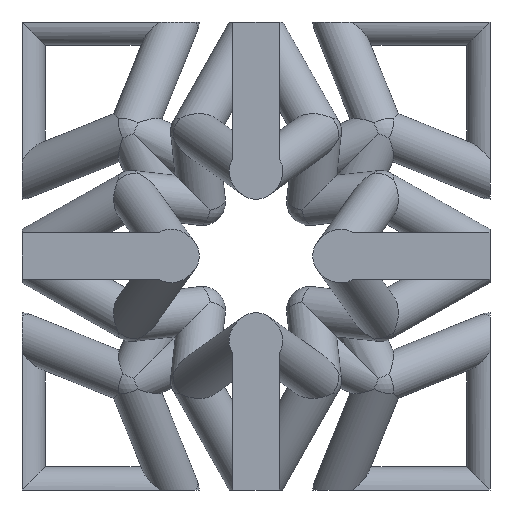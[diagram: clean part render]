
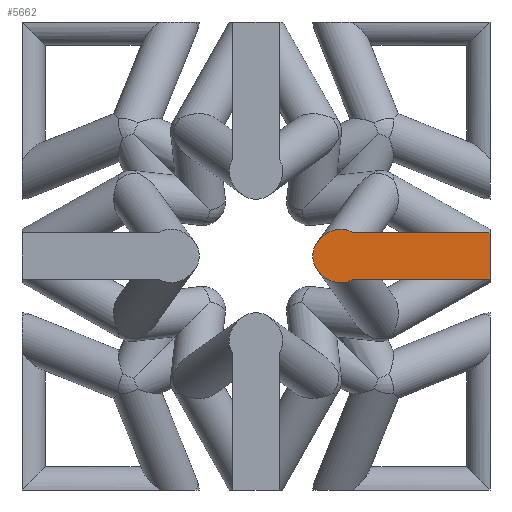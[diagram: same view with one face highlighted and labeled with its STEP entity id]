
A CAD part, left-side view. The second image highlights one B-rep face of the part: STEP entity #5662.
In plain terms, the highlighted planar face has unit normal (-1, 0, 0).
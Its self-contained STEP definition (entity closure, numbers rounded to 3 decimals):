
#1776 = CYLINDRICAL_SURFACE('',#1777,0.5);
#1777 = AXIS2_PLACEMENT_3D('',#1778,#1779,#1780);
#1778 = CARTESIAN_POINT('',(-5.,-1.713,0.));
#1779 = DIRECTION('',(0.821,-0.331,-0.465));
#1780 = DIRECTION('',(0.493,0.,0.87));
#2061 = PLANE('',#2062);
#2062 = AXIS2_PLACEMENT_3D('',#2063,#2064,#2065);
#2063 = CARTESIAN_POINT('',(-5.,-5.,-5.));
#2064 = DIRECTION('',(-0.,1.,0.));
#2065 = DIRECTION('',(0.,0.,1.));
#3361 = CYLINDRICAL_SURFACE('',#3362,0.5);
#3362 = AXIS2_PLACEMENT_3D('',#3363,#3364,#3365);
#3363 = CARTESIAN_POINT('',(-5.,-1.713,0.));
#3364 = DIRECTION('',(0.821,-0.331,0.465));
#3365 = DIRECTION('',(-0.493,0.,0.87));
#3411 = VERTEX_POINT('',#3412);
#3412 = CARTESIAN_POINT('',(-5.,-2.061,-0.5));
#3433 = CYLINDRICAL_SURFACE('',#3434,0.5);
#3434 = AXIS2_PLACEMENT_3D('',#3435,#3436,#3437);
#3435 = CARTESIAN_POINT('',(-5.,-5.,0.));
#3436 = DIRECTION('',(0.,1.,0.));
#3437 = DIRECTION('',(0.,-0.,1.));
#3451 = EDGE_CURVE('',#3411,#3452,#3454,.T.);
#3452 = VERTEX_POINT('',#3453);
#3453 = CARTESIAN_POINT('',(-5.,-1.306,-0.29));
#3454 = SURFACE_CURVE('',#3455,(#3460,#3473),.PCURVE_S1.);
#3455 = ELLIPSE('',#3456,0.609,0.5);
#3456 = AXIS2_PLACEMENT_3D('',#3457,#3458,#3459);
#3457 = CARTESIAN_POINT('',(-5.,-1.713,0.));
#3458 = DIRECTION('',(1.,0.,0.));
#3459 = DIRECTION('',(0.,-0.58,-0.815));
#3460 = PCURVE('',#1776,#3461);
#3461 = DEFINITIONAL_REPRESENTATION('',(#3462),#3472);
#3462 = B_SPLINE_CURVE_WITH_KNOTS('',8,(#3463,#3464,#3465,#3466,#3467,
    #3468,#3469,#3470,#3471),.UNSPECIFIED.,.F.,.F.,(9,9),(4.712
    ,7.854),.PIECEWISE_BEZIER_KNOTS.);
#3463 = CARTESIAN_POINT('',(1.042,0.));
#3464 = CARTESIAN_POINT('',(1.435,0.136));
#3465 = CARTESIAN_POINT('',(1.828,0.273));
#3466 = CARTESIAN_POINT('',(2.22,0.377));
#3467 = CARTESIAN_POINT('',(2.613,0.418));
#3468 = CARTESIAN_POINT('',(3.006,0.377));
#3469 = CARTESIAN_POINT('',(3.398,0.273));
#3470 = CARTESIAN_POINT('',(3.791,0.136));
#3471 = CARTESIAN_POINT('',(4.184,0.));
#3472 = ( GEOMETRIC_REPRESENTATION_CONTEXT(2) 
PARAMETRIC_REPRESENTATION_CONTEXT() REPRESENTATION_CONTEXT('2D SPACE',''
  ) );
#3473 = PCURVE('',#3474,#3479);
#3474 = PLANE('',#3475);
#3475 = AXIS2_PLACEMENT_3D('',#3476,#3477,#3478);
#3476 = CARTESIAN_POINT('',(-5.,-5.,-5.));
#3477 = DIRECTION('',(1.,0.,-0.));
#3478 = DIRECTION('',(0.,0.,1.));
#3479 = DEFINITIONAL_REPRESENTATION('',(#3480),#3484);
#3480 = ELLIPSE('',#3481,0.609,0.5);
#3481 = AXIS2_PLACEMENT_2D('',#3482,#3483);
#3482 = CARTESIAN_POINT('',(5.,-3.287));
#3483 = DIRECTION('',(-0.815,0.58));
#3484 = ( GEOMETRIC_REPRESENTATION_CONTEXT(2) 
PARAMETRIC_REPRESENTATION_CONTEXT() REPRESENTATION_CONTEXT('2D SPACE',''
  ) );
#3503 = SPHERICAL_SURFACE('',#3504,0.5);
#3504 = AXIS2_PLACEMENT_3D('',#3505,#3506,#3507);
#3505 = CARTESIAN_POINT('',(-5.,-1.713,0.));
#3506 = DIRECTION('',(0.,0.,1.));
#3507 = DIRECTION('',(1.,0.,-0.));
#4103 = VERTEX_POINT('',#4104);
#4104 = CARTESIAN_POINT('',(-5.,-5.,0.5));
#4162 = VERTEX_POINT('',#4163);
#4163 = CARTESIAN_POINT('',(-5.,-5.,-0.5));
#4218 = EDGE_CURVE('',#4162,#4103,#4219,.T.);
#4219 = SURFACE_CURVE('',#4220,(#4224,#4231),.PCURVE_S1.);
#4220 = LINE('',#4221,#4222);
#4221 = CARTESIAN_POINT('',(-5.,-5.,-5.));
#4222 = VECTOR('',#4223,1.);
#4223 = DIRECTION('',(0.,0.,1.));
#4224 = PCURVE('',#2061,#4225);
#4225 = DEFINITIONAL_REPRESENTATION('',(#4226),#4230);
#4226 = LINE('',#4227,#4228);
#4227 = CARTESIAN_POINT('',(0.,0.));
#4228 = VECTOR('',#4229,1.);
#4229 = DIRECTION('',(1.,0.));
#4230 = ( GEOMETRIC_REPRESENTATION_CONTEXT(2) 
PARAMETRIC_REPRESENTATION_CONTEXT() REPRESENTATION_CONTEXT('2D SPACE',''
  ) );
#4231 = PCURVE('',#3474,#4232);
#4232 = DEFINITIONAL_REPRESENTATION('',(#4233),#4237);
#4233 = LINE('',#4234,#4235);
#4234 = CARTESIAN_POINT('',(0.,0.));
#4235 = VECTOR('',#4236,1.);
#4236 = DIRECTION('',(1.,0.));
#4237 = ( GEOMETRIC_REPRESENTATION_CONTEXT(2) 
PARAMETRIC_REPRESENTATION_CONTEXT() REPRESENTATION_CONTEXT('2D SPACE',''
  ) );
#5364 = EDGE_CURVE('',#5365,#5367,#5369,.T.);
#5365 = VERTEX_POINT('',#5366);
#5366 = CARTESIAN_POINT('',(-5.,-1.306,0.29));
#5367 = VERTEX_POINT('',#5368);
#5368 = CARTESIAN_POINT('',(-5.,-1.812,0.575));
#5369 = SURFACE_CURVE('',#5370,(#5375,#5386),.PCURVE_S1.);
#5370 = ELLIPSE('',#5371,0.609,0.5);
#5371 = AXIS2_PLACEMENT_3D('',#5372,#5373,#5374);
#5372 = CARTESIAN_POINT('',(-5.,-1.713,0.));
#5373 = DIRECTION('',(1.,0.,0.));
#5374 = DIRECTION('',(0.,-0.58,0.815));
#5375 = PCURVE('',#3361,#5376);
#5376 = DEFINITIONAL_REPRESENTATION('',(#5377),#5385);
#5377 = B_SPLINE_CURVE_WITH_KNOTS('',6,(#5378,#5379,#5380,#5381,#5382,
    #5383,#5384),.UNSPECIFIED.,.F.,.F.,(7,7),(4.712,
    5.755),.PIECEWISE_BEZIER_KNOTS.);
#5378 = CARTESIAN_POINT('',(5.241,0.));
#5379 = CARTESIAN_POINT('',(5.415,0.06));
#5380 = CARTESIAN_POINT('',(5.588,0.121));
#5381 = CARTESIAN_POINT('',(5.762,0.178));
#5382 = CARTESIAN_POINT('',(5.936,0.228));
#5383 = CARTESIAN_POINT('',(6.109,0.27));
#5384 = CARTESIAN_POINT('',(6.283,0.3));
#5385 = ( GEOMETRIC_REPRESENTATION_CONTEXT(2) 
PARAMETRIC_REPRESENTATION_CONTEXT() REPRESENTATION_CONTEXT('2D SPACE',''
  ) );
#5386 = PCURVE('',#3474,#5387);
#5387 = DEFINITIONAL_REPRESENTATION('',(#5388),#5392);
#5388 = ELLIPSE('',#5389,0.609,0.5);
#5389 = AXIS2_PLACEMENT_2D('',#5390,#5391);
#5390 = CARTESIAN_POINT('',(5.,-3.287));
#5391 = DIRECTION('',(0.815,0.58));
#5392 = ( GEOMETRIC_REPRESENTATION_CONTEXT(2) 
PARAMETRIC_REPRESENTATION_CONTEXT() REPRESENTATION_CONTEXT('2D SPACE',''
  ) );
#5520 = EDGE_CURVE('',#5367,#5521,#5523,.T.);
#5521 = VERTEX_POINT('',#5522);
#5522 = CARTESIAN_POINT('',(-5.,-2.061,0.5));
#5523 = SURFACE_CURVE('',#5524,(#5529,#5542),.PCURVE_S1.);
#5524 = ELLIPSE('',#5525,0.609,0.5);
#5525 = AXIS2_PLACEMENT_3D('',#5526,#5527,#5528);
#5526 = CARTESIAN_POINT('',(-5.,-1.713,0.));
#5527 = DIRECTION('',(1.,0.,0.));
#5528 = DIRECTION('',(0.,-0.58,0.815));
#5529 = PCURVE('',#3361,#5530);
#5530 = DEFINITIONAL_REPRESENTATION('',(#5531),#5541);
#5531 = B_SPLINE_CURVE_WITH_KNOTS('',8,(#5532,#5533,#5534,#5535,#5536,
    #5537,#5538,#5539,#5540),.UNSPECIFIED.,.F.,.F.,(9,9),(5.755,
    7.854),.PIECEWISE_BEZIER_KNOTS.);
#5532 = CARTESIAN_POINT('',(0.,0.3));
#5533 = CARTESIAN_POINT('',(0.262,0.346));
#5534 = CARTESIAN_POINT('',(0.525,0.368));
#5535 = CARTESIAN_POINT('',(0.787,0.362));
#5536 = CARTESIAN_POINT('',(1.05,0.326));
#5537 = CARTESIAN_POINT('',(1.312,0.264));
#5538 = CARTESIAN_POINT('',(1.575,0.182));
#5539 = CARTESIAN_POINT('',(1.837,0.091));
#5540 = CARTESIAN_POINT('',(2.099,0.));
#5541 = ( GEOMETRIC_REPRESENTATION_CONTEXT(2) 
PARAMETRIC_REPRESENTATION_CONTEXT() REPRESENTATION_CONTEXT('2D SPACE',''
  ) );
#5542 = PCURVE('',#3474,#5543);
#5543 = DEFINITIONAL_REPRESENTATION('',(#5544),#5548);
#5544 = ELLIPSE('',#5545,0.609,0.5);
#5545 = AXIS2_PLACEMENT_2D('',#5546,#5547);
#5546 = CARTESIAN_POINT('',(5.,-3.287));
#5547 = DIRECTION('',(0.815,0.58));
#5548 = ( GEOMETRIC_REPRESENTATION_CONTEXT(2) 
PARAMETRIC_REPRESENTATION_CONTEXT() REPRESENTATION_CONTEXT('2D SPACE',''
  ) );
#5640 = EDGE_CURVE('',#3452,#5365,#5641,.T.);
#5641 = SURFACE_CURVE('',#5642,(#5647,#5654),.PCURVE_S1.);
#5642 = CIRCLE('',#5643,0.5);
#5643 = AXIS2_PLACEMENT_3D('',#5644,#5645,#5646);
#5644 = CARTESIAN_POINT('',(-5.,-1.713,0.));
#5645 = DIRECTION('',(1.,0.,-0.));
#5646 = DIRECTION('',(0.,0.,1.));
#5647 = PCURVE('',#3503,#5648);
#5648 = DEFINITIONAL_REPRESENTATION('',(#5649),#5653);
#5649 = LINE('',#5650,#5651);
#5650 = CARTESIAN_POINT('',(1.571,-4.712));
#5651 = VECTOR('',#5652,1.);
#5652 = DIRECTION('',(-0.,1.));
#5653 = ( GEOMETRIC_REPRESENTATION_CONTEXT(2) 
PARAMETRIC_REPRESENTATION_CONTEXT() REPRESENTATION_CONTEXT('2D SPACE',''
  ) );
#5654 = PCURVE('',#3474,#5655);
#5655 = DEFINITIONAL_REPRESENTATION('',(#5656),#5660);
#5656 = CIRCLE('',#5657,0.5);
#5657 = AXIS2_PLACEMENT_2D('',#5658,#5659);
#5658 = CARTESIAN_POINT('',(5.,-3.287));
#5659 = DIRECTION('',(1.,0.));
#5660 = ( GEOMETRIC_REPRESENTATION_CONTEXT(2) 
PARAMETRIC_REPRESENTATION_CONTEXT() REPRESENTATION_CONTEXT('2D SPACE',''
  ) );
#5662 = ADVANCED_FACE('',(#5663),#3474,.F.);
#5663 = FACE_BOUND('',#5664,.F.);
#5664 = EDGE_LOOP('',(#5665,#5666,#5685,#5686,#5687,#5688,#5689));
#5665 = ORIENTED_EDGE('',*,*,#4218,.F.);
#5666 = ORIENTED_EDGE('',*,*,#5667,.T.);
#5667 = EDGE_CURVE('',#4162,#3411,#5668,.T.);
#5668 = SURFACE_CURVE('',#5669,(#5673,#5679),.PCURVE_S1.);
#5669 = LINE('',#5670,#5671);
#5670 = CARTESIAN_POINT('',(-5.,-5.,-0.5));
#5671 = VECTOR('',#5672,1.);
#5672 = DIRECTION('',(0.,1.,0.));
#5673 = PCURVE('',#3474,#5674);
#5674 = DEFINITIONAL_REPRESENTATION('',(#5675),#5678);
#5675 = B_SPLINE_CURVE_WITH_KNOTS('',1,(#5676,#5677),.UNSPECIFIED.,.F.,
  .F.,(2,2),(0.,3.287),
  .PIECEWISE_BEZIER_KNOTS.);
#5676 = CARTESIAN_POINT('',(4.5,0.));
#5677 = CARTESIAN_POINT('',(4.5,-3.287));
#5678 = ( GEOMETRIC_REPRESENTATION_CONTEXT(2) 
PARAMETRIC_REPRESENTATION_CONTEXT() REPRESENTATION_CONTEXT('2D SPACE',''
  ) );
#5679 = PCURVE('',#3433,#5680);
#5680 = DEFINITIONAL_REPRESENTATION('',(#5681),#5684);
#5681 = B_SPLINE_CURVE_WITH_KNOTS('',1,(#5682,#5683),.UNSPECIFIED.,.F.,
  .F.,(2,2),(0.,3.287),
  .PIECEWISE_BEZIER_KNOTS.);
#5682 = CARTESIAN_POINT('',(3.142,0.));
#5683 = CARTESIAN_POINT('',(3.142,3.287));
#5684 = ( GEOMETRIC_REPRESENTATION_CONTEXT(2) 
PARAMETRIC_REPRESENTATION_CONTEXT() REPRESENTATION_CONTEXT('2D SPACE',''
  ) );
#5685 = ORIENTED_EDGE('',*,*,#3451,.T.);
#5686 = ORIENTED_EDGE('',*,*,#5640,.T.);
#5687 = ORIENTED_EDGE('',*,*,#5364,.T.);
#5688 = ORIENTED_EDGE('',*,*,#5520,.T.);
#5689 = ORIENTED_EDGE('',*,*,#5690,.F.);
#5690 = EDGE_CURVE('',#4103,#5521,#5691,.T.);
#5691 = SURFACE_CURVE('',#5692,(#5696,#5703),.PCURVE_S1.);
#5692 = LINE('',#5693,#5694);
#5693 = CARTESIAN_POINT('',(-5.,-5.,0.5));
#5694 = VECTOR('',#5695,1.);
#5695 = DIRECTION('',(0.,1.,0.));
#5696 = PCURVE('',#3474,#5697);
#5697 = DEFINITIONAL_REPRESENTATION('',(#5698),#5702);
#5698 = LINE('',#5699,#5700);
#5699 = CARTESIAN_POINT('',(5.5,0.));
#5700 = VECTOR('',#5701,1.);
#5701 = DIRECTION('',(0.,-1.));
#5702 = ( GEOMETRIC_REPRESENTATION_CONTEXT(2) 
PARAMETRIC_REPRESENTATION_CONTEXT() REPRESENTATION_CONTEXT('2D SPACE',''
  ) );
#5703 = PCURVE('',#3433,#5704);
#5704 = DEFINITIONAL_REPRESENTATION('',(#5705),#5709);
#5705 = LINE('',#5706,#5707);
#5706 = CARTESIAN_POINT('',(0.,-0.));
#5707 = VECTOR('',#5708,1.);
#5708 = DIRECTION('',(0.,1.));
#5709 = ( GEOMETRIC_REPRESENTATION_CONTEXT(2) 
PARAMETRIC_REPRESENTATION_CONTEXT() REPRESENTATION_CONTEXT('2D SPACE',''
  ) );
